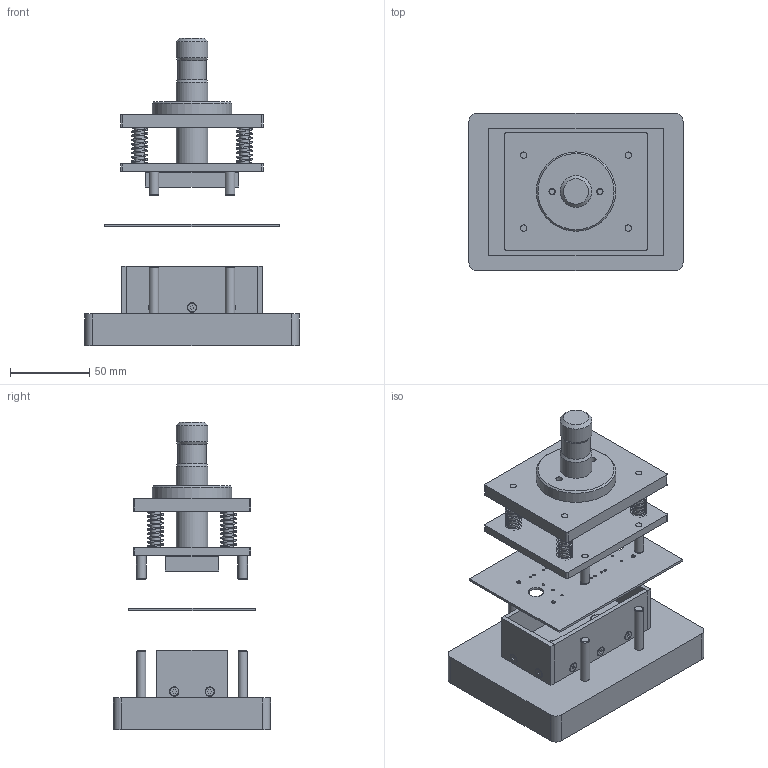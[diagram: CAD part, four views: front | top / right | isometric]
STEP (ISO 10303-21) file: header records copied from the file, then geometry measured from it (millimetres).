
FILE_DESCRIPTION(/* description */ ('Unknown'),/* implementation_level */ '2;1');
FILE_NAME(/* name */ 'pressout_assembly_new_FLOW1',/* time_stamp */ '2017-07-10T13:36:16+02:00',/* author */ ('Unknown'),/* organization */ ('Unknown'),/* preprocessor_version */ 'ST-DEVELOPER v16.7',/* originating_system */ 'DEX',/* authorisation */ $);
FILE_SCHEMA (('AUTOMOTIVE_DESIGN {1 0 10303 214 3 1 1}'));
Length unit declared in the file: millimetre
Products named in the file (21): pressout_assembly_new_FLOW1; base; baseplate; supporting_pin; cage; pressout_pad; pressout_pad_sidewall_long; pressout_pad_sidewall_short; bkny_M5x16_DIN7991; 400-0173-31-07-01_DIN7991_M3x12_screw; PCB; bkny_M6x40_DIN7991; Flow1_press-out_top; springpin; pressing_plate_lower; spacer; ram; pressing_plate_upper; fixingpin; nyr_SPEC-C0240-020-1000S; clamping_unit
Assembly tree (45 placements, depth 3):
  pressout_assembly_new_FLOW1
    base
      baseplate
      supporting_pin  x4
    cage
      pressout_pad
      pressout_pad_sidewall_long  x2
      pressout_pad_sidewall_short  x2
    bkny_M5x16_DIN7991  x2
    400-0173-31-07-01_DIN7991_M3x12_screw  x11
    PCB
    bkny_M6x40_DIN7991
    Flow1_press-out_top
      springpin  x4
      pressing_plate_lower
      spacer
      ram
      pressing_plate_upper
      fixingpin  x4
      nyr_SPEC-C0240-020-1000S  x4
      clamping_unit
Bounding box: 135 x 99 x 193.7 mm (x, y, z)
Volume: 475560 mm3; surface area: 144630.4 mm2
Topology: 42 solids, 42 shells, 559 faces, 1156 edges, 723 vertices
Faces by surface type: plane 266, cylinder 164, cone 81, bspline 22, torus 18, sphere 8
Full cylindrical faces by diameter (mm): 1.5 x25, 2.459 x10, 2.5 x4, 3 x22, 3.2 x10, 3.242 x4, 4 x24, 4.05 x2, 4.917 x2, 5 x2, 5.1 x2, 6 x13, 6.05 x2, 6.1 x1, 6.2 x5, 9.8 x2, 10 x2, 12 x1, 12.7 x1, 18 x1, 20 x3, 22 x1, 50 x1
Entity records: 11417 total; most frequent: CARTESIAN_POINT 3726, DIRECTION 1356, ORIENTED_EDGE 948, AXIS2_PLACEMENT_3D 602, FACE_BOUND 555, EDGE_LOOP 554, EDGE_CURVE 474, VERTEX_POINT 367
